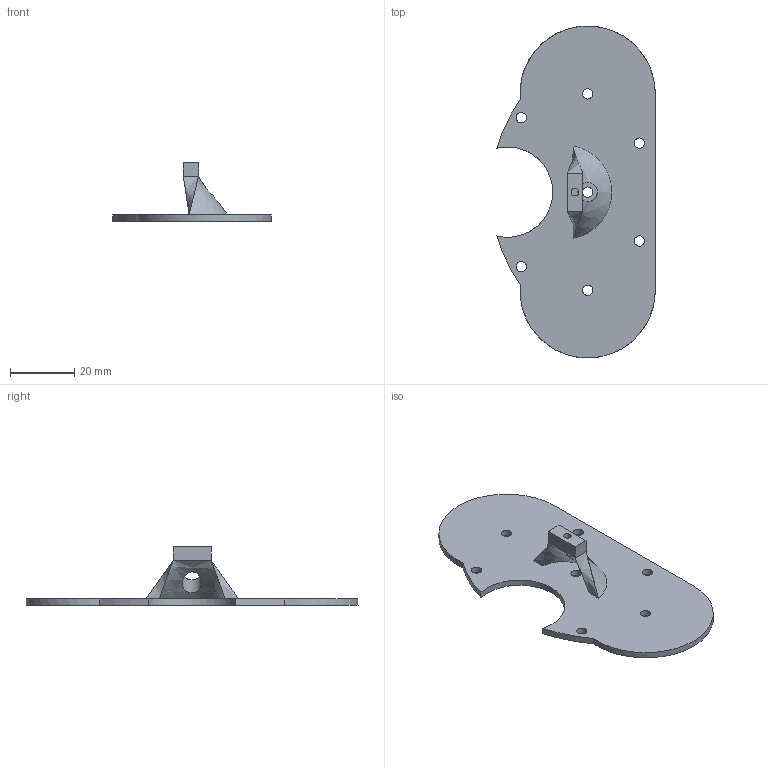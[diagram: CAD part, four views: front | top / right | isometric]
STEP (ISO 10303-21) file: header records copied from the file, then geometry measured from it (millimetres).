
FILE_DESCRIPTION(('FreeCAD Model'),'2;1');
FILE_NAME( 'soporte-motor001.step', '2018-06-06T01:56:56',('Author'),(''), 'Open CASCADE STEP processor 7.2','FreeCAD','Unknown');
FILE_SCHEMA(('AUTOMOTIVE_DESIGN { 1 0 10303 214 1 1 1 1 }'));
Length unit declared in the file: millimetre
Products named in the file (1): soporte-motor001
Bounding box: 49.22 x 103 x 18.23 mm (x, y, z)
Volume: 8640.6 mm3; surface area: 9194.4 mm2
Topology: 1 solids, 1 shells, 32 faces, 92 edges, 61 vertices
Faces by surface type: cylinder 14, plane 14, bspline 4
Full cylindrical faces by diameter (mm): 2.4 x1, 3.2 x7, 6 x1
Entity records: 3262 total; most frequent: CARTESIAN_POINT 1228, DIRECTION 325, ORIENTED_EDGE 184, PCURVE 184, DEFINITIONAL_REPRESENTATION 184, LINE 170, VECTOR 170, EDGE_CURVE 92
